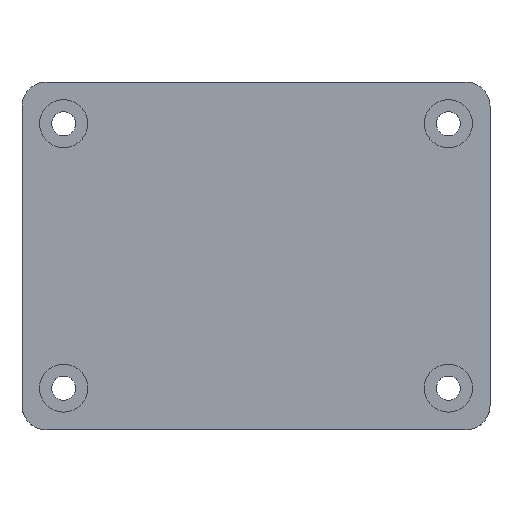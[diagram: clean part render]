
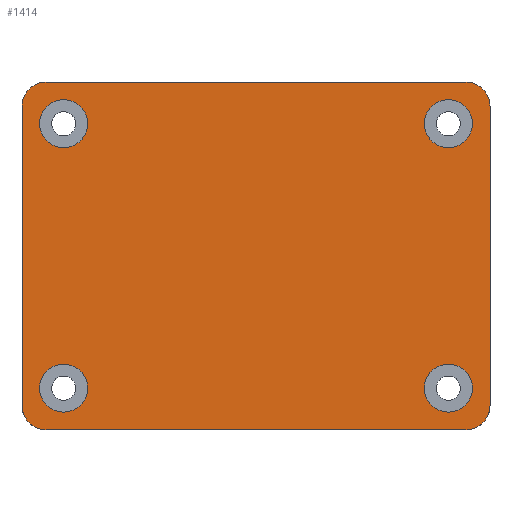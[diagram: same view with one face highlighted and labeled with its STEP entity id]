
A CAD part, top view. The second image highlights one B-rep face of the part: STEP entity #1414.
In plain terms, the highlighted planar face has unit normal (0, 0, 1).
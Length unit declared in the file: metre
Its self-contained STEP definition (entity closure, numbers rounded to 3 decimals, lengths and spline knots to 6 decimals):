
#154=LINE('',#2394,#263);
#162=LINE('',#2410,#271);
#165=LINE('',#2418,#274);
#168=LINE('',#2426,#277);
#263=VECTOR('',#1898,1.);
#271=VECTOR('',#1912,1.);
#274=VECTOR('',#1921,1.);
#277=VECTOR('',#1930,1.);
#546=ORIENTED_EDGE('',*,*,#843,.F.);
#547=ORIENTED_EDGE('',*,*,#844,.F.);
#548=ORIENTED_EDGE('',*,*,#845,.F.);
#549=ORIENTED_EDGE('',*,*,#846,.F.);
#550=ORIENTED_EDGE('',*,*,#817,.F.);
#551=ORIENTED_EDGE('',*,*,#824,.T.);
#552=ORIENTED_EDGE('',*,*,#826,.F.);
#553=ORIENTED_EDGE('',*,*,#828,.T.);
#554=ORIENTED_EDGE('',*,*,#830,.F.);
#555=ORIENTED_EDGE('',*,*,#832,.T.);
#556=ORIENTED_EDGE('',*,*,#834,.F.);
#557=ORIENTED_EDGE('',*,*,#836,.T.);
#817=EDGE_CURVE('',#984,#985,#154,.T.);
#824=EDGE_CURVE('',#984,#988,#1056,.T.);
#826=EDGE_CURVE('',#989,#988,#162,.T.);
#828=EDGE_CURVE('',#989,#990,#1057,.T.);
#830=EDGE_CURVE('',#991,#990,#165,.T.);
#832=EDGE_CURVE('',#991,#992,#1058,.T.);
#834=EDGE_CURVE('',#993,#992,#168,.T.);
#836=EDGE_CURVE('',#993,#985,#1059,.T.);
#843=EDGE_CURVE('',#994,#994,#1060,.T.);
#844=EDGE_CURVE('',#995,#995,#1061,.T.);
#845=EDGE_CURVE('',#996,#996,#1062,.T.);
#846=EDGE_CURVE('',#997,#997,#1063,.T.);
#984=VERTEX_POINT('',#2393);
#985=VERTEX_POINT('',#2395);
#988=VERTEX_POINT('',#2405);
#989=VERTEX_POINT('',#2409);
#990=VERTEX_POINT('',#2413);
#991=VERTEX_POINT('',#2417);
#992=VERTEX_POINT('',#2421);
#993=VERTEX_POINT('',#2425);
#994=VERTEX_POINT('',#2446);
#995=VERTEX_POINT('',#2448);
#996=VERTEX_POINT('',#2450);
#997=VERTEX_POINT('',#2452);
#1056=CIRCLE('',#1551,0.003);
#1057=CIRCLE('',#1554,0.003);
#1058=CIRCLE('',#1557,0.003);
#1059=CIRCLE('',#1561,0.003);
#1060=CIRCLE('',#1570,0.003);
#1061=CIRCLE('',#1571,0.003);
#1062=CIRCLE('',#1572,0.003);
#1063=CIRCLE('',#1573,0.003);
#1153=EDGE_LOOP('',(#546));
#1154=EDGE_LOOP('',(#547));
#1155=EDGE_LOOP('',(#548));
#1156=EDGE_LOOP('',(#549));
#1157=EDGE_LOOP('',(#550,#551,#552,#553,#554,#555,#556,#557));
#1270=FACE_BOUND('',#1153,.T.);
#1271=FACE_BOUND('',#1154,.T.);
#1272=FACE_BOUND('',#1155,.T.);
#1273=FACE_BOUND('',#1156,.T.);
#1274=FACE_BOUND('',#1157,.T.);
#1357=PLANE('',#1569);
#1414=ADVANCED_FACE('',(#1270,#1271,#1272,#1273,#1274),#1357,.T.);
#1551=AXIS2_PLACEMENT_3D('',#2406,#1907,#1908);
#1554=AXIS2_PLACEMENT_3D('',#2414,#1916,#1917);
#1557=AXIS2_PLACEMENT_3D('',#2422,#1925,#1926);
#1561=AXIS2_PLACEMENT_3D('',#2430,#1936,#1937);
#1569=AXIS2_PLACEMENT_3D('',#2444,#1958,#1959);
#1570=AXIS2_PLACEMENT_3D('',#2445,#1960,#1961);
#1571=AXIS2_PLACEMENT_3D('',#2447,#1962,#1963);
#1572=AXIS2_PLACEMENT_3D('',#2449,#1964,#1965);
#1573=AXIS2_PLACEMENT_3D('',#2451,#1966,#1967);
#1898=DIRECTION('',(-1.,0.,0.));
#1907=DIRECTION('',(0.,0.,1.));
#1908=DIRECTION('',(1.,0.,0.));
#1912=DIRECTION('',(0.,-1.,0.));
#1916=DIRECTION('',(0.,0.,1.));
#1917=DIRECTION('',(1.,0.,0.));
#1921=DIRECTION('',(1.,0.,0.));
#1925=DIRECTION('',(0.,0.,1.));
#1926=DIRECTION('',(1.,0.,0.));
#1930=DIRECTION('',(0.,1.,0.));
#1936=DIRECTION('',(0.,0.,1.));
#1937=DIRECTION('',(1.,0.,0.));
#1958=DIRECTION('',(0.,0.,1.));
#1959=DIRECTION('',(1.,0.,0.));
#1960=DIRECTION('',(0.,0.,1.));
#1961=DIRECTION('',(1.,0.,0.));
#1962=DIRECTION('',(0.,0.,1.));
#1963=DIRECTION('',(1.,0.,0.));
#1964=DIRECTION('',(0.,0.,1.));
#1965=DIRECTION('',(1.,0.,0.));
#1966=DIRECTION('',(0.,0.,1.));
#1967=DIRECTION('',(1.,0.,0.));
#2393=CARTESIAN_POINT('',(0.0262,-0.0262,0.029));
#2394=CARTESIAN_POINT('',(0.,-0.0262,0.029));
#2395=CARTESIAN_POINT('',(-0.0262,-0.0262,0.029));
#2405=CARTESIAN_POINT('',(0.0292,-0.0232,0.029));
#2406=CARTESIAN_POINT('',(0.0262,-0.0232,0.029));
#2409=CARTESIAN_POINT('',(0.0292,0.0142,0.029));
#2410=CARTESIAN_POINT('',(0.0292,-0.0045,0.029));
#2413=CARTESIAN_POINT('',(0.0262,0.0172,0.029));
#2414=CARTESIAN_POINT('',(0.0262,0.0142,0.029));
#2417=CARTESIAN_POINT('',(-0.0262,0.0172,0.029));
#2418=CARTESIAN_POINT('',(0.,0.0172,0.029));
#2421=CARTESIAN_POINT('',(-0.0292,0.0142,0.029));
#2422=CARTESIAN_POINT('',(-0.0262,0.0142,0.029));
#2425=CARTESIAN_POINT('',(-0.0292,-0.0232,0.029));
#2426=CARTESIAN_POINT('',(-0.0292,-0.0045,0.029));
#2430=CARTESIAN_POINT('',(-0.0262,-0.0232,0.029));
#2444=CARTESIAN_POINT('',(0.,-0.0045,0.029));
#2445=CARTESIAN_POINT('',(0.024,-0.021,0.029));
#2446=CARTESIAN_POINT('',(0.027,-0.021,0.029));
#2447=CARTESIAN_POINT('',(-0.024,0.012,0.029));
#2448=CARTESIAN_POINT('',(-0.021,0.012,0.029));
#2449=CARTESIAN_POINT('',(0.024,0.012,0.029));
#2450=CARTESIAN_POINT('',(0.027,0.012,0.029));
#2451=CARTESIAN_POINT('',(-0.024,-0.021,0.029));
#2452=CARTESIAN_POINT('',(-0.021,-0.021,0.029));
